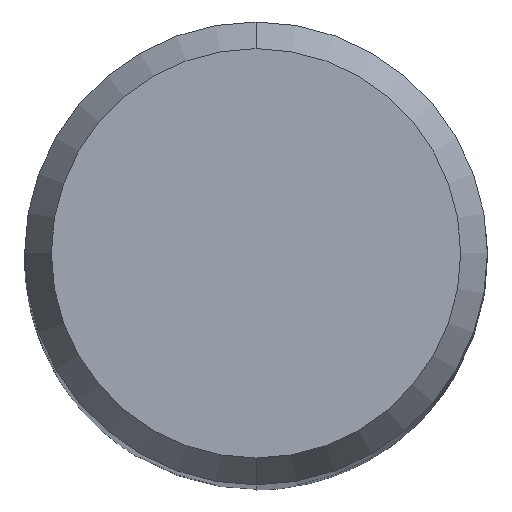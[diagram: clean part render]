
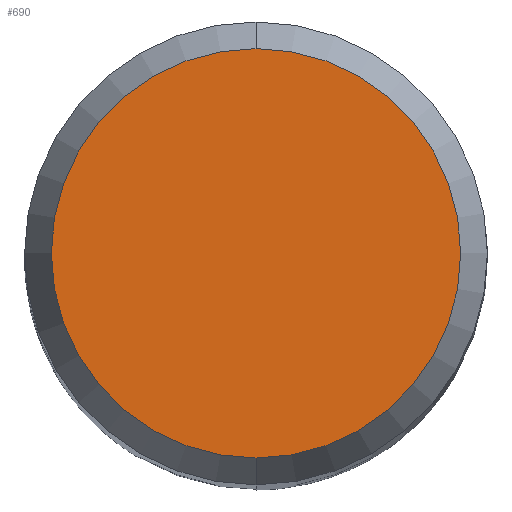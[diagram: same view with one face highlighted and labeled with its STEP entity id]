
A CAD part, top view. The second image highlights one B-rep face of the part: STEP entity #690.
In plain terms, the highlighted planar face has unit normal (0, 0, 1).
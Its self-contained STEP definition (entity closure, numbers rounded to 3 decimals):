
#528=EDGE_CURVE('',#896,#1000,#1207,.T.);
#690=ADVANCED_FACE('',(#1380),#1381,.T.);
#896=VERTEX_POINT('',#1611);
#926=EDGE_CURVE('',#1000,#896,#1645,.T.);
#1000=VERTEX_POINT('',#1723);
#1207=CIRCLE('',#2012,3.538);
#1380=FACE_OUTER_BOUND('',#2304,.T.);
#1381=PLANE('',#2305);
#1611=CARTESIAN_POINT('',(0.,-3.538,0.0));
#1645=CIRCLE('',#2732,3.538);
#1723=CARTESIAN_POINT('',(0.0,3.538,0.0));
#2012=AXIS2_PLACEMENT_3D('',#3111,#3112,#3113);
#2304=EDGE_LOOP('',(#3301,#3302));
#2305=AXIS2_PLACEMENT_3D('',#3303,#3304,#3305);
#2732=AXIS2_PLACEMENT_3D('',#3606,#3607,#3608);
#3111=CARTESIAN_POINT('',(0.0,0.0,0.0));
#3112=DIRECTION('',(0.0,0.0,-1.0));
#3113=DIRECTION('',(0.0,1.0,0.0));
#3301=ORIENTED_EDGE('',*,*,#926,.F.);
#3302=ORIENTED_EDGE('',*,*,#528,.F.);
#3303=CARTESIAN_POINT('',(0.0,1.769,0.0));
#3304=DIRECTION('',(-0.0,0.0,1.0));
#3305=DIRECTION('',(0.0,-1.0,0.0));
#3606=CARTESIAN_POINT('',(0.0,0.0,0.0));
#3607=DIRECTION('',(0.0,0.0,-1.0));
#3608=DIRECTION('',(0.0,1.0,0.0));
